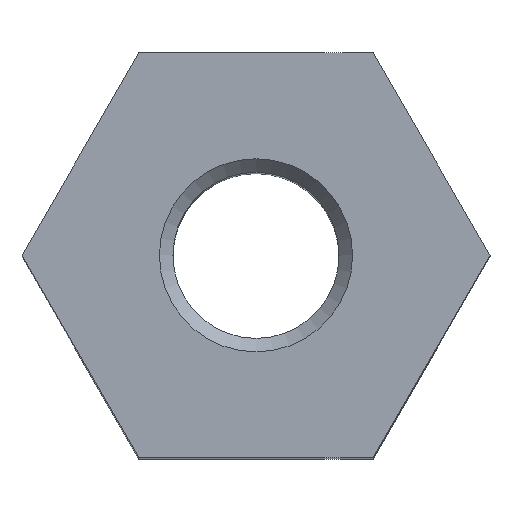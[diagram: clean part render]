
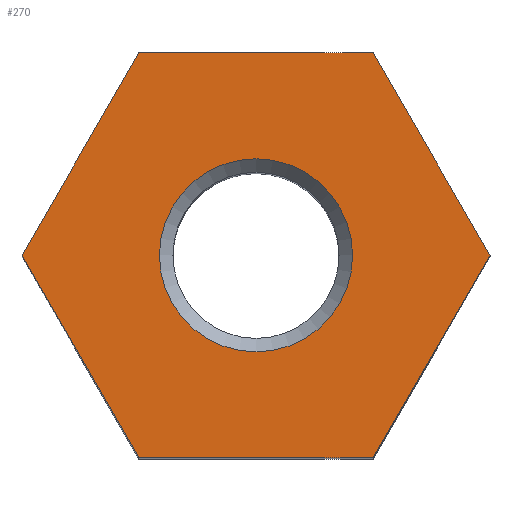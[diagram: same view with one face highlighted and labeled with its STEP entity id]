
A CAD part, top view. The second image highlights one B-rep face of the part: STEP entity #270.
In plain terms, the highlighted planar face has unit normal (0, 0, 1).
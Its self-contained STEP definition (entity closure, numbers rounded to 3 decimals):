
#23=CIRCLE('',#287,1.43);
#51=ORIENTED_EDGE('',*,*,#89,.T.);
#52=ORIENTED_EDGE('',*,*,#73,.T.);
#53=ORIENTED_EDGE('',*,*,#77,.T.);
#54=ORIENTED_EDGE('',*,*,#80,.T.);
#55=ORIENTED_EDGE('',*,*,#83,.T.);
#56=ORIENTED_EDGE('',*,*,#86,.T.);
#57=ORIENTED_EDGE('',*,*,#88,.T.);
#73=EDGE_CURVE('',#96,#95,#111,.T.);
#77=EDGE_CURVE('',#95,#98,#115,.T.);
#80=EDGE_CURVE('',#98,#100,#118,.T.);
#83=EDGE_CURVE('',#100,#102,#121,.T.);
#86=EDGE_CURVE('',#102,#104,#124,.T.);
#88=EDGE_CURVE('',#104,#96,#126,.T.);
#89=EDGE_CURVE('',#105,#105,#23,.T.);
#95=VERTEX_POINT('',#351);
#96=VERTEX_POINT('',#353);
#98=VERTEX_POINT('',#359);
#100=VERTEX_POINT('',#365);
#102=VERTEX_POINT('',#371);
#104=VERTEX_POINT('',#377);
#105=VERTEX_POINT('',#384);
#111=LINE('',#352,#129);
#115=LINE('',#360,#133);
#118=LINE('',#366,#136);
#121=LINE('',#372,#139);
#124=LINE('',#378,#142);
#126=LINE('',#381,#144);
#129=VECTOR('',#301,1000.);
#133=VECTOR('',#307,1000.);
#136=VECTOR('',#312,1000.);
#139=VECTOR('',#317,1000.);
#142=VECTOR('',#322,1000.);
#144=VECTOR('',#326,1000.);
#151=EDGE_LOOP('',(#51));
#152=EDGE_LOOP('',(#52,#53,#54,#55,#56,#57));
#167=FACE_BOUND('',#151,.T.);
#168=FACE_BOUND('',#152,.T.);
#183=PLANE('',#286);
#270=ADVANCED_FACE('',(#167,#168),#183,.T.);
#286=AXIS2_PLACEMENT_3D('',#382,#327,#328);
#287=AXIS2_PLACEMENT_3D('',#383,#329,#330);
#301=DIRECTION('',(1.,0.,0.));
#307=DIRECTION('',(0.5,0.866,0.));
#312=DIRECTION('',(-0.5,0.866,0.));
#317=DIRECTION('',(-1.,0.,0.));
#322=DIRECTION('',(-0.5,-0.866,0.));
#326=DIRECTION('',(0.5,-0.866,0.));
#327=DIRECTION('',(0.,0.,1.));
#328=DIRECTION('',(1.,0.,0.));
#329=DIRECTION('',(0.,0.,-1.));
#330=DIRECTION('',(1.,0.,0.));
#351=CARTESIAN_POINT('',(1.732,-3.,6.));
#352=CARTESIAN_POINT('',(-1.732,-3.,6.));
#353=CARTESIAN_POINT('',(-1.732,-3.,6.));
#359=CARTESIAN_POINT('',(3.464,0.,6.));
#360=CARTESIAN_POINT('',(1.732,-3.,6.));
#365=CARTESIAN_POINT('',(1.732,3.,6.));
#366=CARTESIAN_POINT('',(3.464,0.,6.));
#371=CARTESIAN_POINT('',(-1.732,3.,6.));
#372=CARTESIAN_POINT('',(1.732,3.,6.));
#377=CARTESIAN_POINT('',(-3.464,0.,6.));
#378=CARTESIAN_POINT('',(-1.732,3.,6.));
#381=CARTESIAN_POINT('',(-3.464,0.,6.));
#382=CARTESIAN_POINT('',(0.,0.,6.));
#383=CARTESIAN_POINT('',(0.,0.,6.));
#384=CARTESIAN_POINT('',(1.43,0.,6.));
